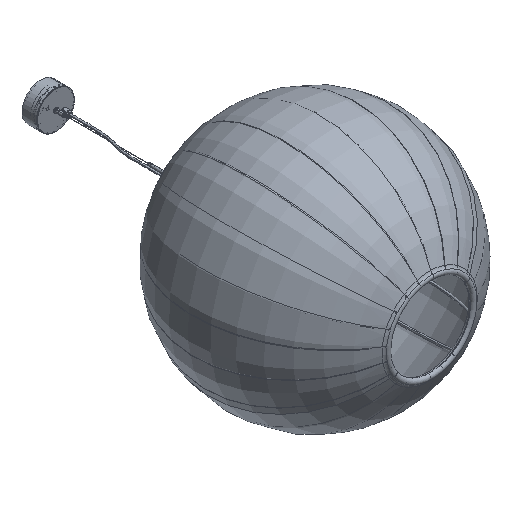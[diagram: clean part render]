
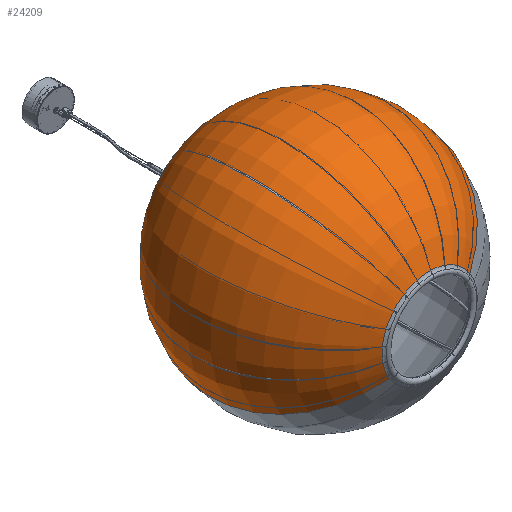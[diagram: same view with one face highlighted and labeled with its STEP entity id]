
A CAD part, isometric view. The second image highlights one B-rep face of the part: STEP entity #24209.
In plain terms, the highlighted toroidal (fillet/blend) face has major radius 0.815 mm and minor radius 405.038 mm.
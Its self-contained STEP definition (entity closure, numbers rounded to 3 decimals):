
#306 = ORIENTED_EDGE ( 'NONE', *, *, #47292, .T. ) ;
#2785 = FACE_OUTER_BOUND ( 'NONE', #9511, .T. ) ;
#3051 = VERTEX_POINT ( 'NONE', #48125 ) ;
#3496 = AXIS2_PLACEMENT_3D ( 'NONE', #43150, #51170, #7312 ) ;
#3784 = DIRECTION ( 'NONE',  ( 1., 0., 0. ) ) ;
#4655 = EDGE_CURVE ( 'NONE', #3051, #31801, #25297, .T. ) ;
#6623 = AXIS2_PLACEMENT_3D ( 'NONE', #34686, #30568, #38355 ) ;
#7312 = DIRECTION ( 'NONE',  ( 0., 0., 1. ) ) ;
#7577 = EDGE_CURVE ( 'NONE', #31801, #12886, #44103, .T. ) ;
#7875 = CIRCLE ( 'NONE', #9478, 405.038 ) ;
#8275 = TOROIDAL_SURFACE ( 'NONE', #6623, -0.815, 405.038 ) ;
#9478 = AXIS2_PLACEMENT_3D ( 'NONE', #50550, #45647, #49772 ) ;
#9511 = EDGE_LOOP ( 'NONE', ( #30693, #306, #21916, #29684 ) ) ;
#10308 = AXIS2_PLACEMENT_3D ( 'NONE', #32074, #3784, #20389 ) ;
#12886 = VERTEX_POINT ( 'NONE', #26869 ) ;
#15620 = VERTEX_POINT ( 'NONE', #18255 ) ;
#17537 = EDGE_CURVE ( 'NONE', #15620, #12886, #7875, .T. ) ;
#18255 = CARTESIAN_POINT ( 'NONE',  ( 0., -364.358, 155.18 ) ) ;
#18438 = CARTESIAN_POINT ( 'NONE',  ( 0., -364.358, 0. ) ) ;
#20389 = DIRECTION ( 'NONE',  ( 0., 0., -1. ) ) ;
#21916 = ORIENTED_EDGE ( 'NONE', *, *, #17537, .T. ) ;
#24209 = ADVANCED_FACE ( 'NONE', ( #2785 ), #8275, .T. ) ;
#25297 = CIRCLE ( 'NONE', #10308, 405.038 ) ;
#25720 = AXIS2_PLACEMENT_3D ( 'NONE', #18438, #34276, #49838 ) ;
#26869 = CARTESIAN_POINT ( 'NONE',  ( 0., 362.601, 197.503 ) ) ;
#29684 = ORIENTED_EDGE ( 'NONE', *, *, #7577, .F. ) ;
#29861 = CIRCLE ( 'NONE', #25720, 155.18 ) ;
#30568 = DIRECTION ( 'NONE',  ( 0., 1., 0. ) ) ;
#30693 = ORIENTED_EDGE ( 'NONE', *, *, #4655, .F. ) ;
#31801 = VERTEX_POINT ( 'NONE', #41010 ) ;
#32074 = CARTESIAN_POINT ( 'NONE',  ( 0., 9.435, 0.815 ) ) ;
#34276 = DIRECTION ( 'NONE',  ( 0., 1., 0. ) ) ;
#34686 = CARTESIAN_POINT ( 'NONE',  ( 0., 9.435, 0. ) ) ;
#38355 = DIRECTION ( 'NONE',  ( 0., 0., 1. ) ) ;
#41010 = CARTESIAN_POINT ( 'NONE',  ( 0., 362.601, -197.503 ) ) ;
#43150 = CARTESIAN_POINT ( 'NONE',  ( 0., 362.601, 0. ) ) ;
#44103 = CIRCLE ( 'NONE', #3496, 197.503 ) ;
#45647 = DIRECTION ( 'NONE',  ( -1., 0., 0. ) ) ;
#47292 = EDGE_CURVE ( 'NONE', #3051, #15620, #29861, .T. ) ;
#48125 = CARTESIAN_POINT ( 'NONE',  ( 0., -364.358, -155.18 ) ) ;
#49772 = DIRECTION ( 'NONE',  ( 0., 0., 1. ) ) ;
#49838 = DIRECTION ( 'NONE',  ( 0., 0., 1. ) ) ;
#50550 = CARTESIAN_POINT ( 'NONE',  ( 0., 9.435, -0.815 ) ) ;
#51170 = DIRECTION ( 'NONE',  ( 0., 1., 0. ) ) ;
